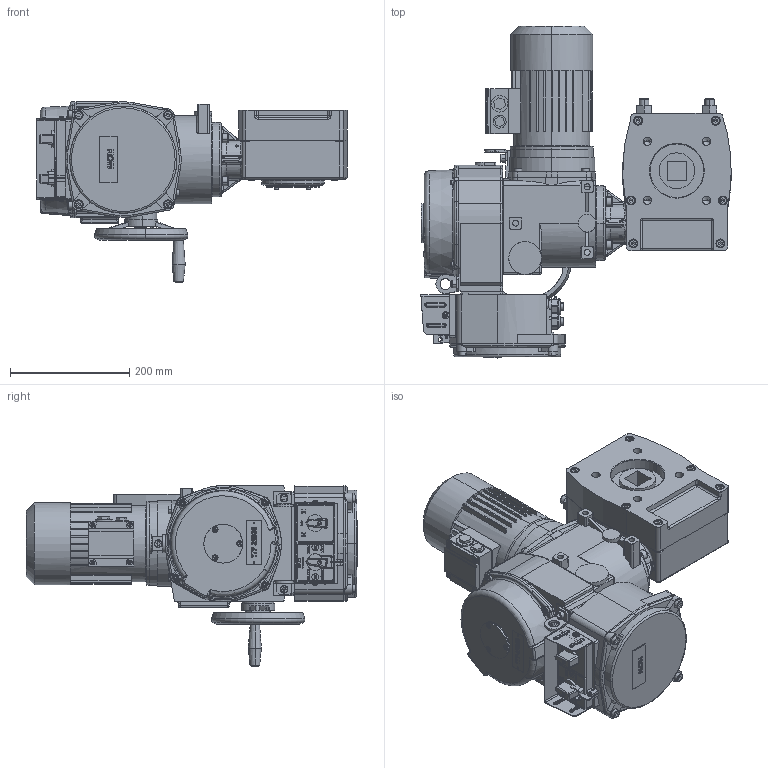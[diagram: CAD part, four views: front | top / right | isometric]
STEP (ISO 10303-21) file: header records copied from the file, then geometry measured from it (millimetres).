
FILE_DESCRIPTION (( 'STEP AP203' ), '1' );
FILE_NAME ('SESTAVA ZPM14 A 52030.STEP', '2015-03-16T12:34:15', ( 'vvz11' ), ( '' ), 'SwSTEP 2.0', 'SolidWorks 2014', '' );
FILE_SCHEMA (( 'CONFIG_CONTROL_DESIGN' ));
Length unit declared in the file: millimetre
Products named in the file (16): hex nut gradec_iso_Hexagon Nut ISO - 4034 - M16 - N; 22151973 SKRIN; socket head cap screw_iso_ISO 4762 M10 x 30 --- 30N; VICKO ZPM14; PODLOZKA 8   021740_Square section spring washer BS 4464 - 8 (Type A); ZPM14-F14; socket set screw dog point_iso_ISO 4028 - M16 x 60-N; 22151974 VIKO; SESTAVA ZPM14 A 52030; PODLOZKA 4   021740_Square section spring washer BS 4464 - 4 (Type A); socket head cap screw_iso_ISO 4762 M8 x 55 --- 28N; servomotor_52030_mon; PODLOZKA 10    021740_Square section spring washer BS 4464 - 10 (Type A); VLOZKA ZPM14; HRIDEL ZPM14; slotted cheese head screw_iso_ISO 1207 - M4 x 10 --- 10N
Assembly tree (39 placements, depth 3):
  SESTAVA ZPM14 A 52030
    ZPM14-F14
      22151973 SKRIN
      22151974 VIKO
      HRIDEL ZPM14
      PODLOZKA 8   021740_Square section spring washer BS 4464 - 8 (Type A)  x6
      socket head cap screw_iso_ISO 4762 M8 x 55 --- 28N  x6
      hex nut gradec_iso_Hexagon Nut ISO - 4034 - M16 - N  x2
      socket set screw dog point_iso_ISO 4028 - M16 x 60-N  x2
      VLOZKA ZPM14
      VICKO ZPM14
      PODLOZKA 4   021740_Square section spring washer BS 4464 - 4 (Type A)  x4
      slotted cheese head screw_iso_ISO 1207 - M4 x 10 --- 10N  x4
    servomotor_52030_mon
    PODLOZKA 10    021740_Square section spring washer BS 4464 - 10 (Type A)  x4
    socket head cap screw_iso_ISO 4762 M10 x 30 --- 30N  x4
Bounding box: 520.54 x 556.79 x 303.54 mm (x, y, z)
Volume: 2948209.4 mm3; surface area: 1248380.1 mm2
Topology: 37 solids, 140 shells, 3093 faces, 9324 edges, 6354 vertices
Faces by surface type: plane 1388, cylinder 870, torus 315, cone 247, bspline 223, sphere 50
Entity records: 111573 total; most frequent: CARTESIAN_POINT 36205, DIRECTION 15035, ORIENTED_EDGE 14300, EDGE_CURVE 8335, VERTEX_POINT 5798, AXIS2_PLACEMENT_3D 5283, VECTOR 4469, LINE 4469
